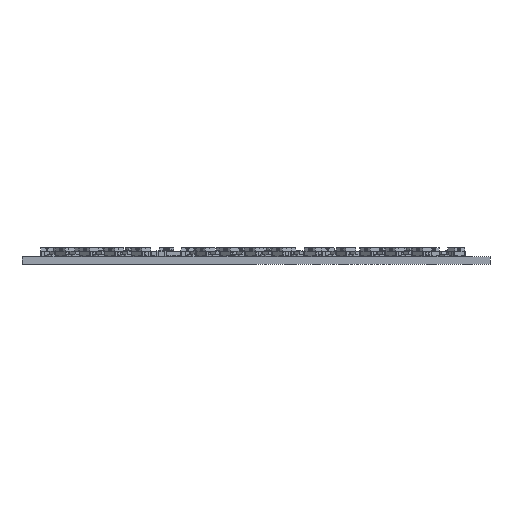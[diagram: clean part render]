
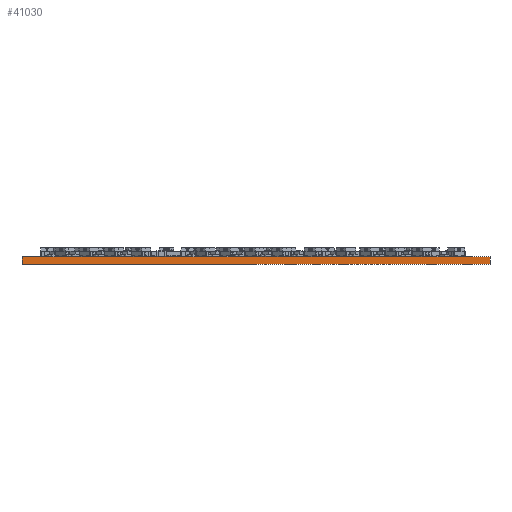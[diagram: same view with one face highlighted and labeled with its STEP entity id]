
A CAD part, left-side view. The second image highlights one B-rep face of the part: STEP entity #41030.
In plain terms, the highlighted planar face has unit normal (-1, 0, 0).
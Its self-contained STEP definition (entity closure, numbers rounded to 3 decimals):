
#40914 = EDGE_CURVE('',#40915,#40917,#40919,.T.);
#40915 = VERTEX_POINT('',#40916);
#40916 = CARTESIAN_POINT('',(100.,-100.,0.));
#40917 = VERTEX_POINT('',#40918);
#40918 = CARTESIAN_POINT('',(100.,-100.,1.6));
#40919 = SURFACE_CURVE('',#40920,(#40924,#40936),.PCURVE_S1.);
#40920 = LINE('',#40921,#40922);
#40921 = CARTESIAN_POINT('',(100.,-100.,0.));
#40922 = VECTOR('',#40923,1.);
#40923 = DIRECTION('',(0.,0.,1.));
#40924 = PCURVE('',#40925,#40930);
#40925 = PLANE('',#40926);
#40926 = AXIS2_PLACEMENT_3D('',#40927,#40928,#40929);
#40927 = CARTESIAN_POINT('',(100.,-100.,0.));
#40928 = DIRECTION('',(0.,1.,0.));
#40929 = DIRECTION('',(1.,0.,0.));
#40930 = DEFINITIONAL_REPRESENTATION('',(#40931),#40935);
#40931 = LINE('',#40932,#40933);
#40932 = CARTESIAN_POINT('',(0.,0.));
#40933 = VECTOR('',#40934,1.);
#40934 = DIRECTION('',(0.,-1.));
#40935 = ( GEOMETRIC_REPRESENTATION_CONTEXT(2) 
PARAMETRIC_REPRESENTATION_CONTEXT() REPRESENTATION_CONTEXT('2D SPACE',''
  ) );
#40936 = PCURVE('',#40937,#40942);
#40937 = PLANE('',#40938);
#40938 = AXIS2_PLACEMENT_3D('',#40939,#40940,#40941);
#40939 = CARTESIAN_POINT('',(100.,-200.,0.));
#40940 = DIRECTION('',(-1.,0.,0.));
#40941 = DIRECTION('',(0.,1.,0.));
#40942 = DEFINITIONAL_REPRESENTATION('',(#40943),#40947);
#40943 = LINE('',#40944,#40945);
#40944 = CARTESIAN_POINT('',(100.,0.));
#40945 = VECTOR('',#40946,1.);
#40946 = DIRECTION('',(0.,-1.));
#40947 = ( GEOMETRIC_REPRESENTATION_CONTEXT(2) 
PARAMETRIC_REPRESENTATION_CONTEXT() REPRESENTATION_CONTEXT('2D SPACE',''
  ) );
#40965 = PLANE('',#40966);
#40966 = AXIS2_PLACEMENT_3D('',#40967,#40968,#40969);
#40967 = CARTESIAN_POINT('',(150.,-150.,1.6));
#40968 = DIRECTION('',(-0.,-0.,-1.));
#40969 = DIRECTION('',(-1.,0.,0.));
#41019 = PLANE('',#41020);
#41020 = AXIS2_PLACEMENT_3D('',#41021,#41022,#41023);
#41021 = CARTESIAN_POINT('',(150.,-150.,0.));
#41022 = DIRECTION('',(-0.,-0.,-1.));
#41023 = DIRECTION('',(-1.,0.,0.));
#41030 = ADVANCED_FACE('',(#41031),#40937,.T.);
#41031 = FACE_BOUND('',#41032,.T.);
#41032 = EDGE_LOOP('',(#41033,#41063,#41084,#41085));
#41033 = ORIENTED_EDGE('',*,*,#41034,.T.);
#41034 = EDGE_CURVE('',#41035,#41037,#41039,.T.);
#41035 = VERTEX_POINT('',#41036);
#41036 = CARTESIAN_POINT('',(100.,-200.,0.));
#41037 = VERTEX_POINT('',#41038);
#41038 = CARTESIAN_POINT('',(100.,-200.,1.6));
#41039 = SURFACE_CURVE('',#41040,(#41044,#41051),.PCURVE_S1.);
#41040 = LINE('',#41041,#41042);
#41041 = CARTESIAN_POINT('',(100.,-200.,0.));
#41042 = VECTOR('',#41043,1.);
#41043 = DIRECTION('',(0.,0.,1.));
#41044 = PCURVE('',#40937,#41045);
#41045 = DEFINITIONAL_REPRESENTATION('',(#41046),#41050);
#41046 = LINE('',#41047,#41048);
#41047 = CARTESIAN_POINT('',(0.,0.));
#41048 = VECTOR('',#41049,1.);
#41049 = DIRECTION('',(0.,-1.));
#41050 = ( GEOMETRIC_REPRESENTATION_CONTEXT(2) 
PARAMETRIC_REPRESENTATION_CONTEXT() REPRESENTATION_CONTEXT('2D SPACE',''
  ) );
#41051 = PCURVE('',#41052,#41057);
#41052 = PLANE('',#41053);
#41053 = AXIS2_PLACEMENT_3D('',#41054,#41055,#41056);
#41054 = CARTESIAN_POINT('',(200.,-200.,0.));
#41055 = DIRECTION('',(0.,-1.,0.));
#41056 = DIRECTION('',(-1.,0.,0.));
#41057 = DEFINITIONAL_REPRESENTATION('',(#41058),#41062);
#41058 = LINE('',#41059,#41060);
#41059 = CARTESIAN_POINT('',(100.,0.));
#41060 = VECTOR('',#41061,1.);
#41061 = DIRECTION('',(0.,-1.));
#41062 = ( GEOMETRIC_REPRESENTATION_CONTEXT(2) 
PARAMETRIC_REPRESENTATION_CONTEXT() REPRESENTATION_CONTEXT('2D SPACE',''
  ) );
#41063 = ORIENTED_EDGE('',*,*,#41064,.T.);
#41064 = EDGE_CURVE('',#41037,#40917,#41065,.T.);
#41065 = SURFACE_CURVE('',#41066,(#41070,#41077),.PCURVE_S1.);
#41066 = LINE('',#41067,#41068);
#41067 = CARTESIAN_POINT('',(100.,-200.,1.6));
#41068 = VECTOR('',#41069,1.);
#41069 = DIRECTION('',(0.,1.,0.));
#41070 = PCURVE('',#40937,#41071);
#41071 = DEFINITIONAL_REPRESENTATION('',(#41072),#41076);
#41072 = LINE('',#41073,#41074);
#41073 = CARTESIAN_POINT('',(0.,-1.6));
#41074 = VECTOR('',#41075,1.);
#41075 = DIRECTION('',(1.,0.));
#41076 = ( GEOMETRIC_REPRESENTATION_CONTEXT(2) 
PARAMETRIC_REPRESENTATION_CONTEXT() REPRESENTATION_CONTEXT('2D SPACE',''
  ) );
#41077 = PCURVE('',#40965,#41078);
#41078 = DEFINITIONAL_REPRESENTATION('',(#41079),#41083);
#41079 = LINE('',#41080,#41081);
#41080 = CARTESIAN_POINT('',(50.,-50.));
#41081 = VECTOR('',#41082,1.);
#41082 = DIRECTION('',(0.,1.));
#41083 = ( GEOMETRIC_REPRESENTATION_CONTEXT(2) 
PARAMETRIC_REPRESENTATION_CONTEXT() REPRESENTATION_CONTEXT('2D SPACE',''
  ) );
#41084 = ORIENTED_EDGE('',*,*,#40914,.F.);
#41085 = ORIENTED_EDGE('',*,*,#41086,.F.);
#41086 = EDGE_CURVE('',#41035,#40915,#41087,.T.);
#41087 = SURFACE_CURVE('',#41088,(#41092,#41099),.PCURVE_S1.);
#41088 = LINE('',#41089,#41090);
#41089 = CARTESIAN_POINT('',(100.,-200.,0.));
#41090 = VECTOR('',#41091,1.);
#41091 = DIRECTION('',(0.,1.,0.));
#41092 = PCURVE('',#40937,#41093);
#41093 = DEFINITIONAL_REPRESENTATION('',(#41094),#41098);
#41094 = LINE('',#41095,#41096);
#41095 = CARTESIAN_POINT('',(0.,0.));
#41096 = VECTOR('',#41097,1.);
#41097 = DIRECTION('',(1.,0.));
#41098 = ( GEOMETRIC_REPRESENTATION_CONTEXT(2) 
PARAMETRIC_REPRESENTATION_CONTEXT() REPRESENTATION_CONTEXT('2D SPACE',''
  ) );
#41099 = PCURVE('',#41019,#41100);
#41100 = DEFINITIONAL_REPRESENTATION('',(#41101),#41105);
#41101 = LINE('',#41102,#41103);
#41102 = CARTESIAN_POINT('',(50.,-50.));
#41103 = VECTOR('',#41104,1.);
#41104 = DIRECTION('',(0.,1.));
#41105 = ( GEOMETRIC_REPRESENTATION_CONTEXT(2) 
PARAMETRIC_REPRESENTATION_CONTEXT() REPRESENTATION_CONTEXT('2D SPACE',''
  ) );
